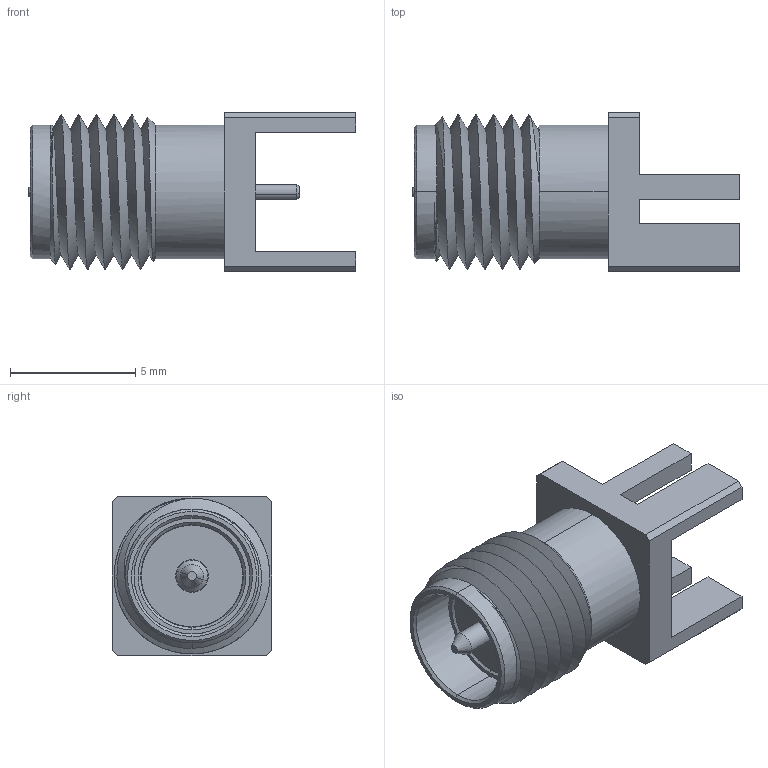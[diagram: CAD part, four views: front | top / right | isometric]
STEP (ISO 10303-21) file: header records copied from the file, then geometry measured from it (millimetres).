
FILE_DESCRIPTION (( 'STEP AP214' ), '1' );
FILE_NAME ('FMCN5188_3D.step', '2024-07-31T17:10:19', ( '' ), ( '' ), 'SwSTEP 2.0', 'SolidWorks 2022', '' );
FILE_SCHEMA (( 'AUTOMOTIVE_DESIGN' ));
Length unit declared in the file: inch
Products named in the file (4): Copy of 1.igs_10^FMCN5188; FMCN5188_3D; Copy of 3.igs_10^FMCN5188; Copy of 2.igs_9^FMCN5188
Assembly tree (3 placements, depth 2):
  FMCN5188_3D
    Copy of 1.igs_10^FMCN5188
    Copy of 2.igs_9^FMCN5188
    Copy of 3.igs_10^FMCN5188
Bounding box: 13.07 x 6.35 x 6.35 mm (x, y, z)
Volume: 211.9 mm3; surface area: 650.9 mm2
Topology: 3 solids, 3 shells, 88 faces, 226 edges, 151 vertices
Faces by surface type: cylinder 34, plane 33, cone 18, bspline 3
Entity records: 6163 total; most frequent: CARTESIAN_POINT 2800, ORIENTED_EDGE 452, DIRECTION 383, EDGE_CURVE 226, VERTEX_POINT 151, AXIS2_PLACEMENT_3D 139, VECTOR 105, LINE 105
